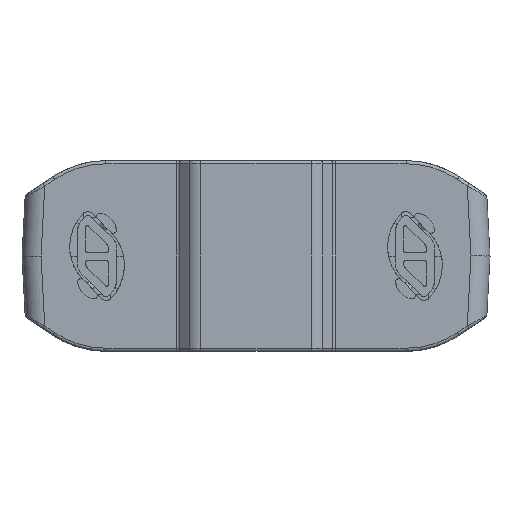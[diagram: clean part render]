
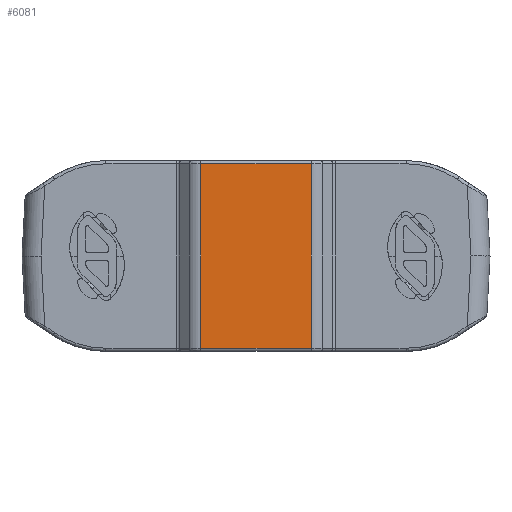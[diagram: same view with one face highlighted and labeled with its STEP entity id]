
A CAD part, front view. The second image highlights one B-rep face of the part: STEP entity #6081.
In plain terms, the highlighted planar face has unit normal (0, -1, 0).
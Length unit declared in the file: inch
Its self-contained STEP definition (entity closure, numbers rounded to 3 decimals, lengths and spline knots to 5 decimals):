
#777 = LINE ( 'NONE', #28390, #14384 ) ;
#898 = LINE ( 'NONE', #20256, #14722 ) ;
#3153 = AXIS2_PLACEMENT_3D ( 'NONE', #35706, #30229, #7937 ) ;
#6081 = ADVANCED_FACE ( 'NONE', ( #21447 ), #10320, .T. ) ;
#7923 = LINE ( 'NONE', #16684, #10643 ) ;
#7937 = DIRECTION ( 'NONE',  ( 0., 0., -1. ) ) ;
#8106 = DIRECTION ( 'NONE',  ( 0., 0., 1. ) ) ;
#10320 = PLANE ( 'NONE',  #3153 ) ;
#10643 = VECTOR ( 'NONE', #8106, 39.37008 ) ;
#14384 = VECTOR ( 'NONE', #34410, 39.37008 ) ;
#14722 = VECTOR ( 'NONE', #33636, 39.37008 ) ;
#15331 = VERTEX_POINT ( 'NONE', #16859 ) ;
#16684 = CARTESIAN_POINT ( 'NONE',  ( 0.34309, 0., -0.3937 ) ) ;
#16708 = ORIENTED_EDGE ( 'NONE', *, *, #30466, .F. ) ;
#16859 = CARTESIAN_POINT ( 'NONE',  ( -0.34309, 0., -0.57087 ) ) ;
#17093 = EDGE_CURVE ( 'NONE', #30987, #33973, #7923, .T. ) ;
#17631 = EDGE_CURVE ( 'NONE', #27305, #15331, #898, .T. ) ;
#19255 = CARTESIAN_POINT ( 'NONE',  ( -0.34309, 0., 0.57087 ) ) ;
#19716 = ORIENTED_EDGE ( 'NONE', *, *, #17631, .T. ) ;
#20256 = CARTESIAN_POINT ( 'NONE',  ( -0.34309, 0., -0.3937 ) ) ;
#21254 = VECTOR ( 'NONE', #25128, 39.37008 ) ;
#21447 = FACE_OUTER_BOUND ( 'NONE', #35603, .T. ) ;
#21761 = CARTESIAN_POINT ( 'NONE',  ( 0.34309, 0., 0.57087 ) ) ;
#22601 = ORIENTED_EDGE ( 'NONE', *, *, #17093, .T. ) ;
#24400 = ORIENTED_EDGE ( 'NONE', *, *, #33767, .T. ) ;
#25128 = DIRECTION ( 'NONE',  ( -1., 0., 0. ) ) ;
#25306 = CARTESIAN_POINT ( 'NONE',  ( 0.35255, 0., -0.57087 ) ) ;
#27018 = CARTESIAN_POINT ( 'NONE',  ( 0.34309, 0., -0.57087 ) ) ;
#27305 = VERTEX_POINT ( 'NONE', #19255 ) ;
#28069 = LINE ( 'NONE', #25306, #21254 ) ;
#28390 = CARTESIAN_POINT ( 'NONE',  ( -0.38386, 0., 0.57087 ) ) ;
#30229 = DIRECTION ( 'NONE',  ( 0., -1., 0. ) ) ;
#30466 = EDGE_CURVE ( 'NONE', #30987, #15331, #28069, .T. ) ;
#30987 = VERTEX_POINT ( 'NONE', #27018 ) ;
#33636 = DIRECTION ( 'NONE',  ( 0., 0., -1. ) ) ;
#33767 = EDGE_CURVE ( 'NONE', #33973, #27305, #777, .T. ) ;
#33973 = VERTEX_POINT ( 'NONE', #21761 ) ;
#34410 = DIRECTION ( 'NONE',  ( -1., 0., 0. ) ) ;
#35603 = EDGE_LOOP ( 'NONE', ( #19716, #16708, #22601, #24400 ) ) ;
#35706 = CARTESIAN_POINT ( 'NONE',  ( -0.38386, 0., -0.3937 ) ) ;
